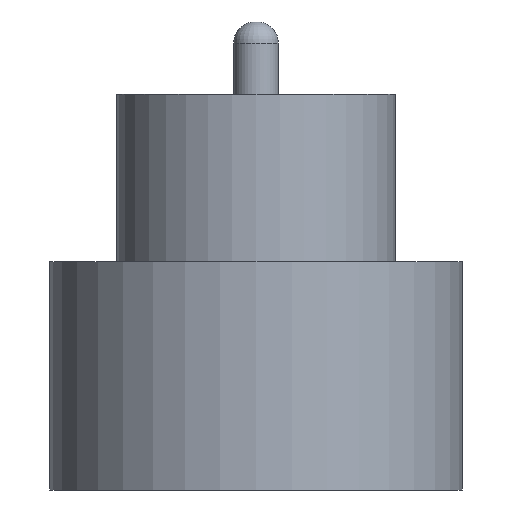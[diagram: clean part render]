
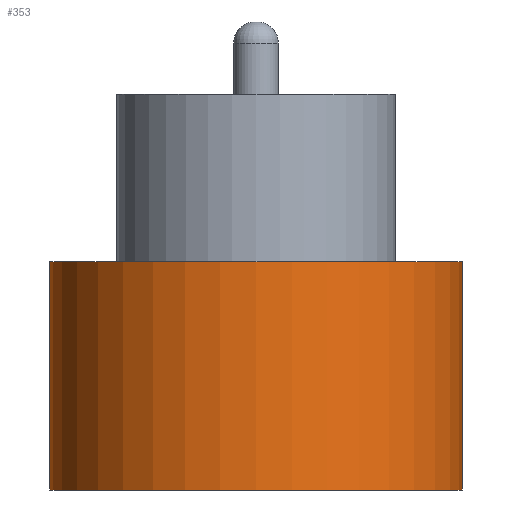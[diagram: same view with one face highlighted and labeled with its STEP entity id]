
A CAD part, front view. The second image highlights one B-rep face of the part: STEP entity #353.
In plain terms, the highlighted cylindrical face has radius 1.85 mm (diameter 3.7 mm), a partial arc.
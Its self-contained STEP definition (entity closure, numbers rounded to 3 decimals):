
#2 = CARTESIAN_POINT ( 'NONE',  ( 0., 0., 3.05 ) ) ;
#8 = CARTESIAN_POINT ( 'NONE',  ( 1.85, 0., -0.5 ) ) ;
#85 = CARTESIAN_POINT ( 'NONE',  ( 0., 0., -0.5 ) ) ;
#88 = EDGE_CURVE ( 'NONE', #627, #649, #263, .T. ) ;
#117 = VECTOR ( 'NONE', #789, 1000. ) ;
#151 = EDGE_LOOP ( 'NONE', ( #907, #195, #712, #507 ) ) ;
#195 = ORIENTED_EDGE ( 'NONE', *, *, #519, .F. ) ;
#205 = DIRECTION ( 'NONE',  ( 0., 0., 1. ) ) ;
#209 = VERTEX_POINT ( 'NONE', #282 ) ;
#227 = DIRECTION ( 'NONE',  ( 1., 0., 0. ) ) ;
#238 = AXIS2_PLACEMENT_3D ( 'NONE', #367, #581, #227 ) ;
#263 = LINE ( 'NONE', #674, #884 ) ;
#277 = DIRECTION ( 'NONE',  ( 1., 0., 0. ) ) ;
#282 = CARTESIAN_POINT ( 'NONE',  ( 1.85, 0., 1.55 ) ) ;
#293 = CARTESIAN_POINT ( 'NONE',  ( 1.85, 0., 3.05 ) ) ;
#328 = CARTESIAN_POINT ( 'NONE',  ( -1.85, 0., 1.55 ) ) ;
#353 = ADVANCED_FACE ( 'NONE', ( #611 ), #441, .T. ) ;
#367 = CARTESIAN_POINT ( 'NONE',  ( 0., 0., 1.55 ) ) ;
#401 = CARTESIAN_POINT ( 'NONE',  ( -1.85, 0., -0.5 ) ) ;
#441 = CYLINDRICAL_SURFACE ( 'NONE', #769, 1.85 ) ;
#450 = VERTEX_POINT ( 'NONE', #8 ) ;
#478 = DIRECTION ( 'NONE',  ( 0., 0., -1. ) ) ;
#500 = LINE ( 'NONE', #293, #117 ) ;
#507 = ORIENTED_EDGE ( 'NONE', *, *, #826, .T. ) ;
#519 = EDGE_CURVE ( 'NONE', #627, #209, #691, .T. ) ;
#534 = DIRECTION ( 'NONE',  ( 0., 0., -1. ) ) ;
#581 = DIRECTION ( 'NONE',  ( 0., 0., 1. ) ) ;
#611 = FACE_OUTER_BOUND ( 'NONE', #151, .T. ) ;
#623 = DIRECTION ( 'NONE',  ( -1., 0., 0. ) ) ;
#627 = VERTEX_POINT ( 'NONE', #328 ) ;
#634 = EDGE_CURVE ( 'NONE', #209, #450, #500, .T. ) ;
#649 = VERTEX_POINT ( 'NONE', #401 ) ;
#653 = AXIS2_PLACEMENT_3D ( 'NONE', #85, #205, #277 ) ;
#674 = CARTESIAN_POINT ( 'NONE',  ( -1.85, 0., 3.05 ) ) ;
#691 = CIRCLE ( 'NONE', #238, 1.85 ) ;
#712 = ORIENTED_EDGE ( 'NONE', *, *, #88, .T. ) ;
#769 = AXIS2_PLACEMENT_3D ( 'NONE', #2, #478, #623 ) ;
#778 = CIRCLE ( 'NONE', #653, 1.85 ) ;
#789 = DIRECTION ( 'NONE',  ( 0., 0., -1. ) ) ;
#826 = EDGE_CURVE ( 'NONE', #649, #450, #778, .T. ) ;
#884 = VECTOR ( 'NONE', #534, 1000. ) ;
#907 = ORIENTED_EDGE ( 'NONE', *, *, #634, .F. ) ;
